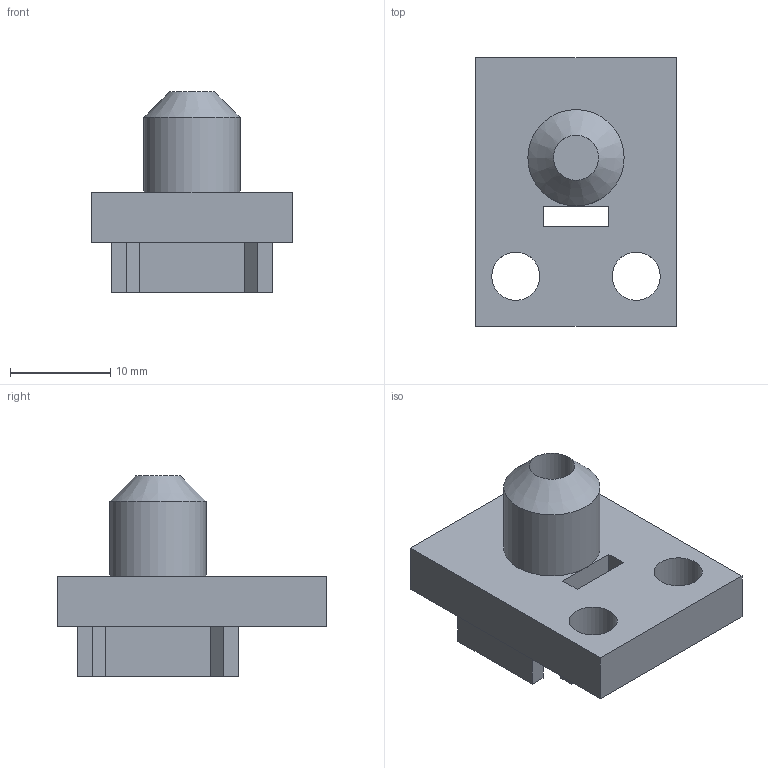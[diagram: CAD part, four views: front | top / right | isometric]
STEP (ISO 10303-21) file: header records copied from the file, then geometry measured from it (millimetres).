
FILE_DESCRIPTION(/* description */ (''),/* implementation_level */ '2;1');
FILE_NAME(/* name */ 'Endeffektor v4.step',/* time_stamp */ '2025-04-10T12:58:28+02:00',/* author */ (''),/* organization */ (''),/* preprocessor_version */ 'ST-DEVELOPER v20.1',/* originating_system */ 'Autodesk Translation Framework v14.4.0.0',/* authorisation */ '');
FILE_SCHEMA (('AUTOMOTIVE_DESIGN { 1 0 10303 214 3 1 1 }'));
Length unit declared in the file: millimetre
Products named in the file (1): Endeffektor
Bounding box: 20 x 26.8 x 20 mm (x, y, z)
Volume: 3568.1 mm3; surface area: 2673.3 mm2
Topology: 1 solids, 1 shells, 44 faces, 111 edges, 73 vertices
Faces by surface type: plane 39, cylinder 4, cone 1
Full cylindrical faces by diameter (mm): 4.5 x1, 4.8 x2, 9.6 x1
Entity records: 1345 total; most frequent: CARTESIAN_POINT 229, ORIENTED_EDGE 222, DIRECTION 210, EDGE_CURVE 111, LINE 102, VECTOR 102, VERTEX_POINT 73, EDGE_LOOP 54
